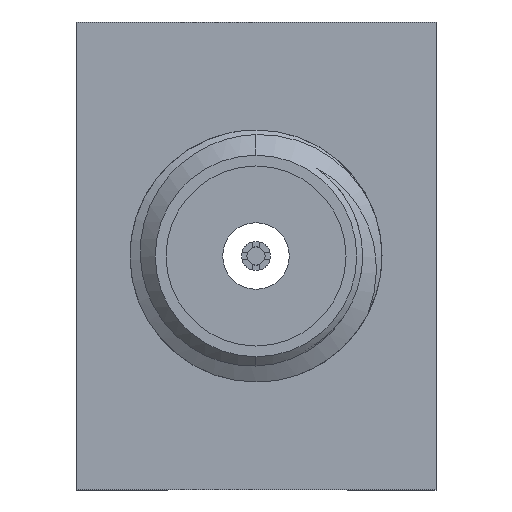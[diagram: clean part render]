
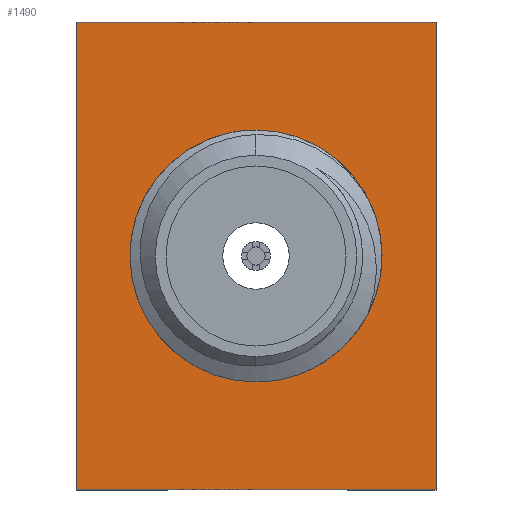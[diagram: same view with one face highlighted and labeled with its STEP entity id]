
A CAD part, left-side view. The second image highlights one B-rep face of the part: STEP entity #1490.
In plain terms, the highlighted planar face has unit normal (-1, 0, 0).
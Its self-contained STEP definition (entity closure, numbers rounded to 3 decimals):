
#48 = DIRECTION ( 'NONE',  ( 0., 0., -1. ) ) ;
#62 = CARTESIAN_POINT ( 'NONE',  ( -5.7, 5., -3.5 ) ) ;
#91 = ORIENTED_EDGE ( 'NONE', *, *, #2579, .T. ) ;
#113 = VERTEX_POINT ( 'NONE', #937 ) ;
#114 = LINE ( 'NONE', #2972, #418 ) ;
#171 = DIRECTION ( 'NONE',  ( 0., -1., 0. ) ) ;
#222 = EDGE_LOOP ( 'NONE', ( #1679, #1631, #1549, #91 ) ) ;
#237 = CARTESIAN_POINT ( 'NONE',  ( -5.7, 5., 3.5 ) ) ;
#319 = EDGE_CURVE ( 'NONE', #2543, #113, #114, .T. ) ;
#372 = CARTESIAN_POINT ( 'NONE',  ( -5.7, 10., -6.5 ) ) ;
#418 = VECTOR ( 'NONE', #1750, 1000. ) ;
#428 = AXIS2_PLACEMENT_3D ( 'NONE', #1987, #1492, #2679 ) ;
#476 = FACE_OUTER_BOUND ( 'NONE', #222, .T. ) ;
#498 = LINE ( 'NONE', #2369, #2200 ) ;
#646 = EDGE_CURVE ( 'NONE', #113, #2353, #498, .T. ) ;
#723 = CARTESIAN_POINT ( 'NONE',  ( -5.7, 0., 6.5 ) ) ;
#905 = CIRCLE ( 'NONE', #2689, 3.5 ) ;
#937 = CARTESIAN_POINT ( 'NONE',  ( -5.7, 10., 6.5 ) ) ;
#958 = VECTOR ( 'NONE', #1811, 1000. ) ;
#1232 = CARTESIAN_POINT ( 'NONE',  ( -5.7, 10., 6.5 ) ) ;
#1423 = CARTESIAN_POINT ( 'NONE',  ( -5.7, 0., -6.5 ) ) ;
#1490 = ADVANCED_FACE ( 'NONE', ( #2852, #476 ), #2175, .F. ) ;
#1492 = DIRECTION ( 'NONE',  ( -1., 0., 0. ) ) ;
#1512 = VERTEX_POINT ( 'NONE', #62 ) ;
#1549 = ORIENTED_EDGE ( 'NONE', *, *, #319, .F. ) ;
#1570 = ORIENTED_EDGE ( 'NONE', *, *, #2514, .F. ) ;
#1580 = CARTESIAN_POINT ( 'NONE',  ( -5.7, 5., 0. ) ) ;
#1631 = ORIENTED_EDGE ( 'NONE', *, *, #646, .F. ) ;
#1663 = EDGE_LOOP ( 'NONE', ( #2125, #1570 ) ) ;
#1679 = ORIENTED_EDGE ( 'NONE', *, *, #2619, .T. ) ;
#1681 = DIRECTION ( 'NONE',  ( 1., 0., 0. ) ) ;
#1750 = DIRECTION ( 'NONE',  ( 0., 0., 1. ) ) ;
#1809 = VERTEX_POINT ( 'NONE', #1423 ) ;
#1811 = DIRECTION ( 'NONE',  ( 0., 0., 1. ) ) ;
#1879 = VERTEX_POINT ( 'NONE', #237 ) ;
#1987 = CARTESIAN_POINT ( 'NONE',  ( -5.7, 5., 0. ) ) ;
#2046 = LINE ( 'NONE', #372, #2940 ) ;
#2059 = DIRECTION ( 'NONE',  ( -1., 0., 0. ) ) ;
#2125 = ORIENTED_EDGE ( 'NONE', *, *, #2922, .F. ) ;
#2126 = DIRECTION ( 'NONE',  ( 0., -1., 0. ) ) ;
#2175 = PLANE ( 'NONE',  #2466 ) ;
#2200 = VECTOR ( 'NONE', #2126, 1000. ) ;
#2272 = LINE ( 'NONE', #2987, #958 ) ;
#2353 = VERTEX_POINT ( 'NONE', #723 ) ;
#2369 = CARTESIAN_POINT ( 'NONE',  ( -5.7, 10., 6.5 ) ) ;
#2466 = AXIS2_PLACEMENT_3D ( 'NONE', #1232, #1681, #48 ) ;
#2500 = CARTESIAN_POINT ( 'NONE',  ( -5.7, 10., -6.5 ) ) ;
#2514 = EDGE_CURVE ( 'NONE', #1879, #1512, #905, .T. ) ;
#2543 = VERTEX_POINT ( 'NONE', #2500 ) ;
#2579 = EDGE_CURVE ( 'NONE', #2543, #1809, #2046, .T. ) ;
#2619 = EDGE_CURVE ( 'NONE', #1809, #2353, #2272, .T. ) ;
#2679 = DIRECTION ( 'NONE',  ( 0., 0., -1. ) ) ;
#2689 = AXIS2_PLACEMENT_3D ( 'NONE', #1580, #2059, #3000 ) ;
#2710 = CIRCLE ( 'NONE', #428, 3.5 ) ;
#2852 = FACE_BOUND ( 'NONE', #1663, .T. ) ;
#2922 = EDGE_CURVE ( 'NONE', #1512, #1879, #2710, .T. ) ;
#2940 = VECTOR ( 'NONE', #171, 1000. ) ;
#2972 = CARTESIAN_POINT ( 'NONE',  ( -5.7, 10., 6.5 ) ) ;
#2987 = CARTESIAN_POINT ( 'NONE',  ( -5.7, 0., 6.5 ) ) ;
#3000 = DIRECTION ( 'NONE',  ( 0., 0., -1. ) ) ;
